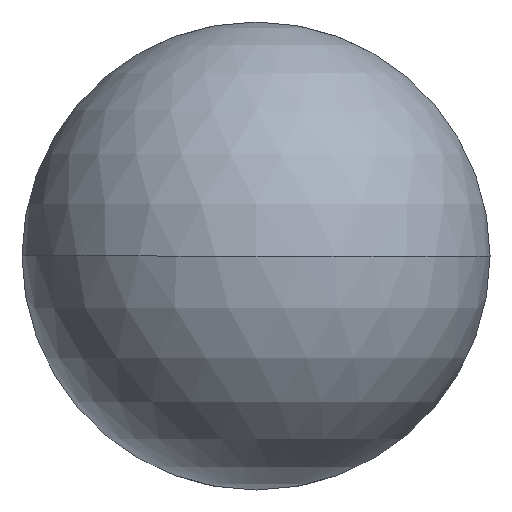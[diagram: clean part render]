
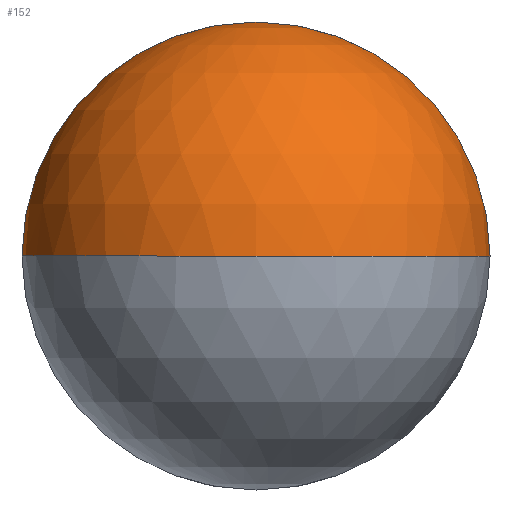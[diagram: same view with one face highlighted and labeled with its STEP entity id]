
A CAD part, front view. The second image highlights one B-rep face of the part: STEP entity #152.
In plain terms, the highlighted spherical face has radius 3.175 mm.
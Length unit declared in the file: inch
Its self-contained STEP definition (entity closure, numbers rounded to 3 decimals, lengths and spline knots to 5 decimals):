
#12 = DIRECTION ( 'NONE',  ( 0., 0., 1. ) ) ;
#17 = CARTESIAN_POINT ( 'NONE',  ( 0., 0.125, 0. ) ) ;
#21 = CIRCLE ( 'NONE', #236, 0.125 ) ;
#36 = FACE_OUTER_BOUND ( 'NONE', #338, .T. ) ;
#40 = EDGE_CURVE ( 'NONE', #245, #355, #159, .T. ) ;
#43 = ORIENTED_EDGE ( 'NONE', *, *, #63, .T. ) ;
#50 = CARTESIAN_POINT ( 'NONE',  ( 0., 0.125, 0. ) ) ;
#63 = EDGE_CURVE ( 'NONE', #356, #100, #21, .T. ) ;
#73 = DIRECTION ( 'NONE',  ( 1., 0., 0. ) ) ;
#76 = AXIS2_PLACEMENT_3D ( 'NONE', #50, #308, #176 ) ;
#100 = VERTEX_POINT ( 'NONE', #270 ) ;
#137 = DIRECTION ( 'NONE',  ( 0., 0., 1. ) ) ;
#147 = CARTESIAN_POINT ( 'NONE',  ( 0.125, 0.125, 0. ) ) ;
#148 = CIRCLE ( 'NONE', #187, 0.125 ) ;
#152 = ADVANCED_FACE ( 'NONE', ( #36 ), #208, .T. ) ;
#159 = CIRCLE ( 'NONE', #76, 0.125 ) ;
#167 = CARTESIAN_POINT ( 'NONE',  ( 0., 0.125, 0. ) ) ;
#176 = DIRECTION ( 'NONE',  ( -1., 0., 0. ) ) ;
#184 = EDGE_CURVE ( 'NONE', #100, #355, #148, .T. ) ;
#187 = AXIS2_PLACEMENT_3D ( 'NONE', #167, #137, #361 ) ;
#204 = ORIENTED_EDGE ( 'NONE', *, *, #40, .F. ) ;
#208 = SPHERICAL_SURFACE ( 'NONE', #320, 0.125 ) ;
#236 = AXIS2_PLACEMENT_3D ( 'NONE', #310, #259, #367 ) ;
#242 = EDGE_CURVE ( 'NONE', #245, #356, #311, .T. ) ;
#245 = VERTEX_POINT ( 'NONE', #147 ) ;
#249 = CARTESIAN_POINT ( 'NONE',  ( 0., 0., 0. ) ) ;
#258 = ORIENTED_EDGE ( 'NONE', *, *, #184, .T. ) ;
#259 = DIRECTION ( 'NONE',  ( 0., -1., 0. ) ) ;
#260 = AXIS2_PLACEMENT_3D ( 'NONE', #307, #268, #344 ) ;
#268 = DIRECTION ( 'NONE',  ( 0., -1., 0. ) ) ;
#270 = CARTESIAN_POINT ( 'NONE',  ( -0.125, 0.125, 0. ) ) ;
#307 = CARTESIAN_POINT ( 'NONE',  ( 0., 0.125, 0. ) ) ;
#308 = DIRECTION ( 'NONE',  ( 0., 0., -1. ) ) ;
#310 = CARTESIAN_POINT ( 'NONE',  ( 0., 0.125, 0. ) ) ;
#311 = CIRCLE ( 'NONE', #260, 0.125 ) ;
#320 = AXIS2_PLACEMENT_3D ( 'NONE', #17, #12, #73 ) ;
#322 = CARTESIAN_POINT ( 'NONE',  ( 0., 0.125, 0.125 ) ) ;
#323 = ORIENTED_EDGE ( 'NONE', *, *, #242, .T. ) ;
#338 = EDGE_LOOP ( 'NONE', ( #43, #258, #204, #323 ) ) ;
#344 = DIRECTION ( 'NONE',  ( 0., 0., -1. ) ) ;
#355 = VERTEX_POINT ( 'NONE', #249 ) ;
#356 = VERTEX_POINT ( 'NONE', #322 ) ;
#361 = DIRECTION ( 'NONE',  ( 1., 0., 0. ) ) ;
#367 = DIRECTION ( 'NONE',  ( 0., 0., -1. ) ) ;
